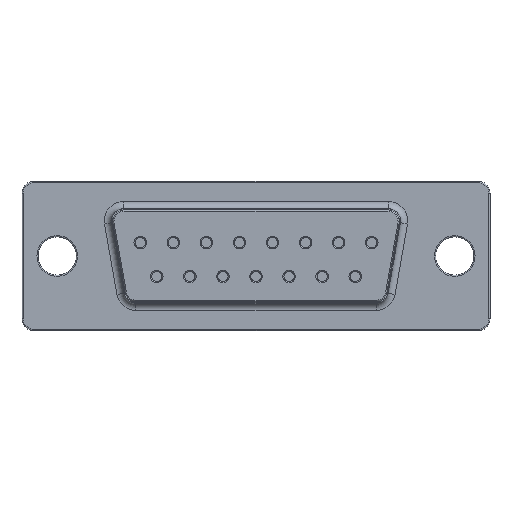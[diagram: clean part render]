
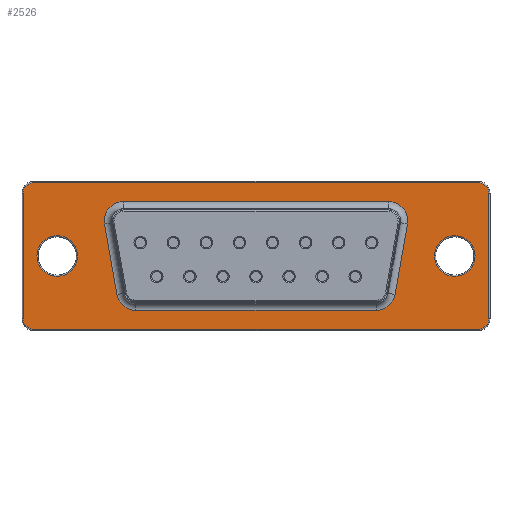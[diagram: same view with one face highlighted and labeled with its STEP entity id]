
A CAD part, top view. The second image highlights one B-rep face of the part: STEP entity #2526.
In plain terms, the highlighted planar face has unit normal (0, 0, 1).
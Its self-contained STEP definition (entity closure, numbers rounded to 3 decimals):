
#2275 = VERTEX_POINT('',#2276);
#2276 = CARTESIAN_POINT('',(-28.295,4.73,4.7));
#2285 = VERTEX_POINT('',#2286);
#2286 = CARTESIAN_POINT('',(-29.195,3.83,4.7));
#2293 = EDGE_CURVE('',#2275,#2285,#2294,.T.);
#2294 = CIRCLE('',#2295,0.9);
#2295 = AXIS2_PLACEMENT_3D('',#2296,#2297,#2298);
#2296 = CARTESIAN_POINT('',(-28.295,3.83,4.7));
#2297 = DIRECTION('',(0.,0.,1.));
#2298 = DIRECTION('',(0.,1.,0.));
#2309 = VERTEX_POINT('',#2310);
#2310 = CARTESIAN_POINT('',(8.905,4.73,4.7));
#2317 = EDGE_CURVE('',#2309,#2275,#2318,.T.);
#2318 = LINE('',#2319,#2320);
#2319 = CARTESIAN_POINT('',(8.905,4.73,4.7));
#2320 = VECTOR('',#2321,1.);
#2321 = DIRECTION('',(-1.,0.,0.));
#2334 = EDGE_CURVE('',#2285,#2335,#2337,.T.);
#2335 = VERTEX_POINT('',#2336);
#2336 = CARTESIAN_POINT('',(-29.195,-6.67,4.7));
#2337 = LINE('',#2338,#2339);
#2338 = CARTESIAN_POINT('',(-29.195,3.83,4.7));
#2339 = VECTOR('',#2340,1.);
#2340 = DIRECTION('',(0.,-1.,0.));
#2359 = VERTEX_POINT('',#2360);
#2360 = CARTESIAN_POINT('',(9.805,3.83,4.7));
#2369 = EDGE_CURVE('',#2359,#2309,#2370,.T.);
#2370 = CIRCLE('',#2371,0.9);
#2371 = AXIS2_PLACEMENT_3D('',#2372,#2373,#2374);
#2372 = CARTESIAN_POINT('',(8.905,3.83,4.7));
#2373 = DIRECTION('',(0.,0.,1.));
#2374 = DIRECTION('',(1.,0.,0.));
#2387 = VERTEX_POINT('',#2388);
#2388 = CARTESIAN_POINT('',(-28.295,-7.57,4.7));
#2395 = EDGE_CURVE('',#2335,#2387,#2396,.T.);
#2396 = CIRCLE('',#2397,0.9);
#2397 = AXIS2_PLACEMENT_3D('',#2398,#2399,#2400);
#2398 = CARTESIAN_POINT('',(-28.295,-6.67,4.7));
#2399 = DIRECTION('',(0.,0.,1.));
#2400 = DIRECTION('',(-1.,0.,0.));
#2411 = VERTEX_POINT('',#2412);
#2412 = CARTESIAN_POINT('',(9.805,-6.67,4.7));
#2419 = EDGE_CURVE('',#2411,#2359,#2420,.T.);
#2420 = LINE('',#2421,#2422);
#2421 = CARTESIAN_POINT('',(9.805,-6.67,4.7));
#2422 = VECTOR('',#2423,1.);
#2423 = DIRECTION('',(0.,1.,0.));
#2436 = EDGE_CURVE('',#2387,#2437,#2439,.T.);
#2437 = VERTEX_POINT('',#2438);
#2438 = CARTESIAN_POINT('',(8.905,-7.57,4.7));
#2439 = LINE('',#2440,#2441);
#2440 = CARTESIAN_POINT('',(-28.295,-7.57,4.7));
#2441 = VECTOR('',#2442,1.);
#2442 = DIRECTION('',(1.,0.,0.));
#2463 = EDGE_CURVE('',#2437,#2411,#2464,.T.);
#2464 = CIRCLE('',#2465,0.9);
#2465 = AXIS2_PLACEMENT_3D('',#2466,#2467,#2468);
#2466 = CARTESIAN_POINT('',(8.905,-6.67,4.7));
#2467 = DIRECTION('',(0.,0.,1.));
#2468 = DIRECTION('',(0.,-1.,0.));
#2479 = VERTEX_POINT('',#2480);
#2480 = CARTESIAN_POINT('',(-24.645,-1.42,4.7));
#2489 = EDGE_CURVE('',#2479,#2479,#2490,.T.);
#2490 = CIRCLE('',#2491,1.7);
#2491 = AXIS2_PLACEMENT_3D('',#2492,#2493,#2494);
#2492 = CARTESIAN_POINT('',(-26.345,-1.42,4.7));
#2493 = DIRECTION('',(0.,0.,1.));
#2494 = DIRECTION('',(1.,0.,0.));
#2505 = VERTEX_POINT('',#2506);
#2506 = CARTESIAN_POINT('',(8.655,-1.42,4.7));
#2515 = EDGE_CURVE('',#2505,#2505,#2516,.T.);
#2516 = CIRCLE('',#2517,1.7);
#2517 = AXIS2_PLACEMENT_3D('',#2518,#2519,#2520);
#2518 = CARTESIAN_POINT('',(6.955,-1.42,4.7));
#2519 = DIRECTION('',(0.,0.,1.));
#2520 = DIRECTION('',(1.,0.,0.));
#2526 = ADVANCED_FACE('',(#2527,#2597,#2607,#2610),#2613,.T.);
#2527 = FACE_BOUND('',#2528,.T.);
#2528 = EDGE_LOOP('',(#2529,#2540,#2548,#2557,#2565,#2574,#2582,#2591));
#2529 = ORIENTED_EDGE('',*,*,#2530,.T.);
#2530 = EDGE_CURVE('',#2531,#2533,#2535,.T.);
#2531 = VERTEX_POINT('',#2532);
#2532 = CARTESIAN_POINT('',(1.414,3.13,4.7));
#2533 = VERTEX_POINT('',#2534);
#2534 = CARTESIAN_POINT('',(2.99,1.254,4.7));
#2535 = CIRCLE('',#2536,1.6);
#2536 = AXIS2_PLACEMENT_3D('',#2537,#2538,#2539);
#2537 = CARTESIAN_POINT('',(1.414,1.53,4.7));
#2538 = DIRECTION('',(0.,0.,-1.));
#2539 = DIRECTION('',(0.,1.,0.));
#2540 = ORIENTED_EDGE('',*,*,#2541,.T.);
#2541 = EDGE_CURVE('',#2533,#2542,#2544,.T.);
#2542 = VERTEX_POINT('',#2543);
#2543 = CARTESIAN_POINT('',(1.956,-4.646,4.7));
#2544 = LINE('',#2545,#2546);
#2545 = CARTESIAN_POINT('',(2.99,1.254,4.7));
#2546 = VECTOR('',#2547,1.);
#2547 = DIRECTION('',(-0.173,-0.985,0.));
#2548 = ORIENTED_EDGE('',*,*,#2549,.T.);
#2549 = EDGE_CURVE('',#2542,#2550,#2552,.T.);
#2550 = VERTEX_POINT('',#2551);
#2551 = CARTESIAN_POINT('',(0.38,-5.97,4.7));
#2552 = CIRCLE('',#2553,1.6);
#2553 = AXIS2_PLACEMENT_3D('',#2554,#2555,#2556);
#2554 = CARTESIAN_POINT('',(0.38,-4.37,4.7));
#2555 = DIRECTION('',(0.,0.,-1.));
#2556 = DIRECTION('',(0.985,-0.173,0.));
#2557 = ORIENTED_EDGE('',*,*,#2558,.T.);
#2558 = EDGE_CURVE('',#2550,#2559,#2561,.T.);
#2559 = VERTEX_POINT('',#2560);
#2560 = CARTESIAN_POINT('',(-19.77,-5.97,4.7));
#2561 = LINE('',#2562,#2563);
#2562 = CARTESIAN_POINT('',(0.38,-5.97,4.7));
#2563 = VECTOR('',#2564,1.);
#2564 = DIRECTION('',(-1.,0.,0.));
#2565 = ORIENTED_EDGE('',*,*,#2566,.T.);
#2566 = EDGE_CURVE('',#2559,#2567,#2569,.T.);
#2567 = VERTEX_POINT('',#2568);
#2568 = CARTESIAN_POINT('',(-21.346,-4.646,4.7));
#2569 = CIRCLE('',#2570,1.6);
#2570 = AXIS2_PLACEMENT_3D('',#2571,#2572,#2573);
#2571 = CARTESIAN_POINT('',(-19.77,-4.37,4.7));
#2572 = DIRECTION('',(0.,0.,-1.));
#2573 = DIRECTION('',(0.,-1.,0.));
#2574 = ORIENTED_EDGE('',*,*,#2575,.T.);
#2575 = EDGE_CURVE('',#2567,#2576,#2578,.T.);
#2576 = VERTEX_POINT('',#2577);
#2577 = CARTESIAN_POINT('',(-22.38,1.254,4.7));
#2578 = LINE('',#2579,#2580);
#2579 = CARTESIAN_POINT('',(-21.346,-4.646,4.7));
#2580 = VECTOR('',#2581,1.);
#2581 = DIRECTION('',(-0.173,0.985,0.));
#2582 = ORIENTED_EDGE('',*,*,#2583,.T.);
#2583 = EDGE_CURVE('',#2576,#2584,#2586,.T.);
#2584 = VERTEX_POINT('',#2585);
#2585 = CARTESIAN_POINT('',(-20.804,3.13,4.7));
#2586 = CIRCLE('',#2587,1.6);
#2587 = AXIS2_PLACEMENT_3D('',#2588,#2589,#2590);
#2588 = CARTESIAN_POINT('',(-20.804,1.53,4.7));
#2589 = DIRECTION('',(0.,0.,-1.));
#2590 = DIRECTION('',(-0.985,-0.173,0.));
#2591 = ORIENTED_EDGE('',*,*,#2592,.T.);
#2592 = EDGE_CURVE('',#2584,#2531,#2593,.T.);
#2593 = LINE('',#2594,#2595);
#2594 = CARTESIAN_POINT('',(-20.804,3.13,4.7));
#2595 = VECTOR('',#2596,1.);
#2596 = DIRECTION('',(1.,0.,0.));
#2597 = FACE_BOUND('',#2598,.T.);
#2598 = EDGE_LOOP('',(#2599,#2600,#2601,#2602,#2603,#2604,#2605,#2606));
#2599 = ORIENTED_EDGE('',*,*,#2293,.T.);
#2600 = ORIENTED_EDGE('',*,*,#2334,.T.);
#2601 = ORIENTED_EDGE('',*,*,#2395,.T.);
#2602 = ORIENTED_EDGE('',*,*,#2436,.T.);
#2603 = ORIENTED_EDGE('',*,*,#2463,.T.);
#2604 = ORIENTED_EDGE('',*,*,#2419,.T.);
#2605 = ORIENTED_EDGE('',*,*,#2369,.T.);
#2606 = ORIENTED_EDGE('',*,*,#2317,.T.);
#2607 = FACE_BOUND('',#2608,.T.);
#2608 = EDGE_LOOP('',(#2609));
#2609 = ORIENTED_EDGE('',*,*,#2489,.F.);
#2610 = FACE_BOUND('',#2611,.T.);
#2611 = EDGE_LOOP('',(#2612));
#2612 = ORIENTED_EDGE('',*,*,#2515,.F.);
#2613 = PLANE('',#2614);
#2614 = AXIS2_PLACEMENT_3D('',#2615,#2616,#2617);
#2615 = CARTESIAN_POINT('',(-9.695,-1.42,4.7));
#2616 = DIRECTION('',(0.,0.,1.));
#2617 = DIRECTION('',(1.,0.,0.));
